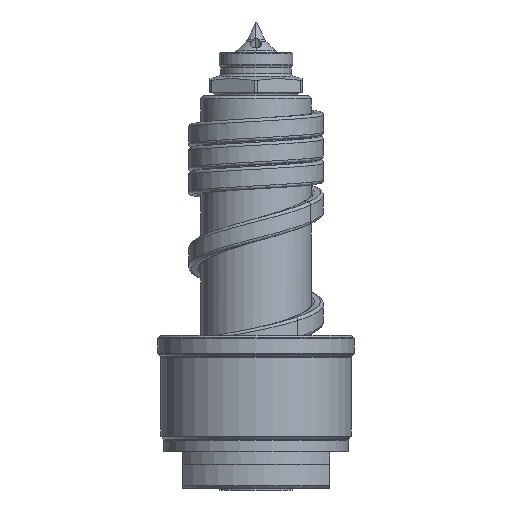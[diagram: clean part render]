
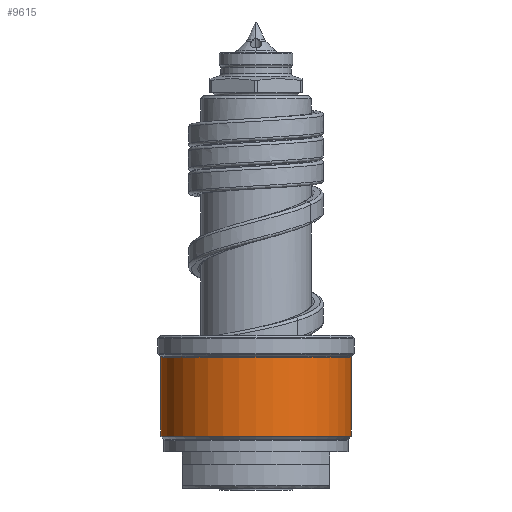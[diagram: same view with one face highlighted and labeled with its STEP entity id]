
A CAD part, front view. The second image highlights one B-rep face of the part: STEP entity #9615.
In plain terms, the highlighted cylindrical face has radius 15.5 mm (diameter 31 mm), a partial arc.
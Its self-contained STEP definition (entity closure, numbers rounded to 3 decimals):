
#2490=CARTESIAN_POINT('',(0.,0.,8.583));
#2491=DIRECTION('',(0.,0.,1.));
#2492=DIRECTION('',(-1.,0.,0.));
#2493=AXIS2_PLACEMENT_3D('',#2490,#2491,#2492);
#2495=DIRECTION('',(0.,0.,-1.));
#2496=VECTOR('',#2495,12.835);
#2497=CARTESIAN_POINT('',(-15.5,0.,21.417));
#2498=LINE('',#2497,#2496);
#2499=CARTESIAN_POINT('',(0.,0.,21.417));
#2500=DIRECTION('',(0.,0.,1.));
#2501=DIRECTION('',(-1.,0.,0.));
#2502=AXIS2_PLACEMENT_3D('',#2499,#2500,#2501);
#2504=DIRECTION('',(0.,0.,-1.));
#2505=VECTOR('',#2504,12.835);
#2506=CARTESIAN_POINT('',(15.5,0.,21.417));
#2507=LINE('',#2506,#2505);
#5885=CARTESIAN_POINT('',(15.5,0.,21.417));
#5886=CARTESIAN_POINT('',(-15.5,0.,21.417));
#5887=VERTEX_POINT('',#5885);
#5888=VERTEX_POINT('',#5886);
#5911=CARTESIAN_POINT('',(15.5,0.,8.583));
#5912=VERTEX_POINT('',#5911);
#5913=CARTESIAN_POINT('',(-15.5,0.,8.583));
#5914=VERTEX_POINT('',#5913);
#9603=CARTESIAN_POINT('',(0.,0.,7.15));
#9604=DIRECTION('',(0.,0.,1.));
#9605=DIRECTION('',(-1.,0.,0.));
#9606=AXIS2_PLACEMENT_3D('',#9603,#9604,#9605);
#9607=CYLINDRICAL_SURFACE('',#9606,15.5);
#9608=ORIENTED_EDGE('',*,*,#9575,.F.);
#9609=ORIENTED_EDGE('',*,*,#9593,.F.);
#9611=ORIENTED_EDGE('',*,*,#9610,.T.);
#9612=ORIENTED_EDGE('',*,*,#9589,.T.);
#9613=EDGE_LOOP('',(#9608,#9609,#9611,#9612));
#9614=FACE_OUTER_BOUND('',#9613,.F.);
#2494=CIRCLE('',#2493,15.5);
#2503=CIRCLE('',#2502,15.5);
#9575=EDGE_CURVE('',#5914,#5912,#2494,.T.);
#9589=EDGE_CURVE('',#5887,#5912,#2507,.T.);
#9593=EDGE_CURVE('',#5888,#5914,#2498,.T.);
#9610=EDGE_CURVE('',#5888,#5887,#2503,.T.);
#9615=ADVANCED_FACE('',(#9614),#9607,.T.);
